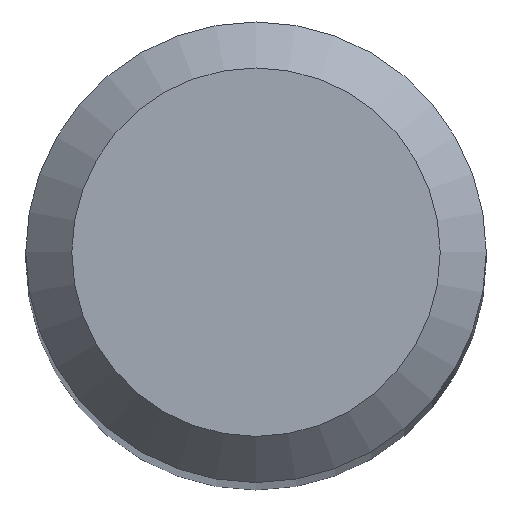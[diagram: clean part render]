
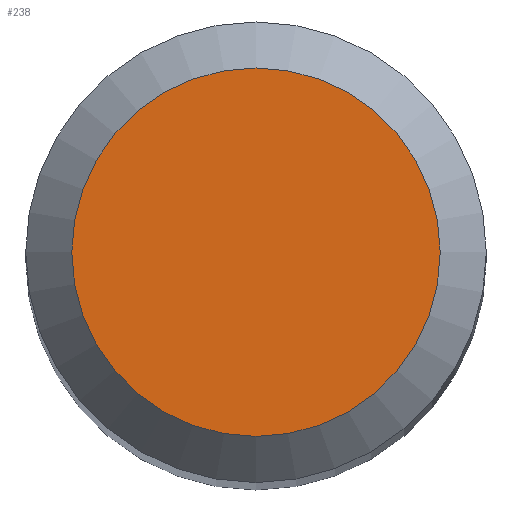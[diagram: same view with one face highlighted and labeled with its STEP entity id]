
A CAD part, top view. The second image highlights one B-rep face of the part: STEP entity #238.
In plain terms, the highlighted planar face has unit normal (0, 0, 1).
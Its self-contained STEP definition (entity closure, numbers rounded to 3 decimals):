
#5 = VERTEX_POINT ( 'NONE', #223 ) ;
#88 = PLANE ( 'NONE',  #244 ) ;
#98 = AXIS2_PLACEMENT_3D ( 'NONE', #277, #219, #357 ) ;
#110 = EDGE_LOOP ( 'NONE', ( #166 ) ) ;
#140 = CARTESIAN_POINT ( 'NONE',  ( 0., 0., 38. ) ) ;
#159 = EDGE_CURVE ( 'NONE', #5, #5, #258, .T. ) ;
#166 = ORIENTED_EDGE ( 'NONE', *, *, #159, .F. ) ;
#189 = DIRECTION ( 'NONE',  ( 0., 0., -1. ) ) ;
#219 = DIRECTION ( 'NONE',  ( 0., 0., -1. ) ) ;
#223 = CARTESIAN_POINT ( 'NONE',  ( -1.2, 0., 38. ) ) ;
#238 = ADVANCED_FACE ( 'NONE', ( #326 ), #88, .F. ) ;
#244 = AXIS2_PLACEMENT_3D ( 'NONE', #140, #189, #298 ) ;
#258 = CIRCLE ( 'NONE', #98, 1.2 ) ;
#277 = CARTESIAN_POINT ( 'NONE',  ( 0., 0., 38. ) ) ;
#298 = DIRECTION ( 'NONE',  ( -1., 0., 0. ) ) ;
#326 = FACE_OUTER_BOUND ( 'NONE', #110, .T. ) ;
#357 = DIRECTION ( 'NONE',  ( -1., 0., 0. ) ) ;
